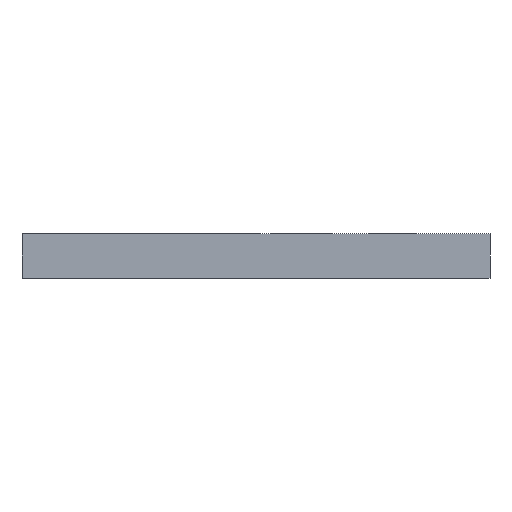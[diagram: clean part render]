
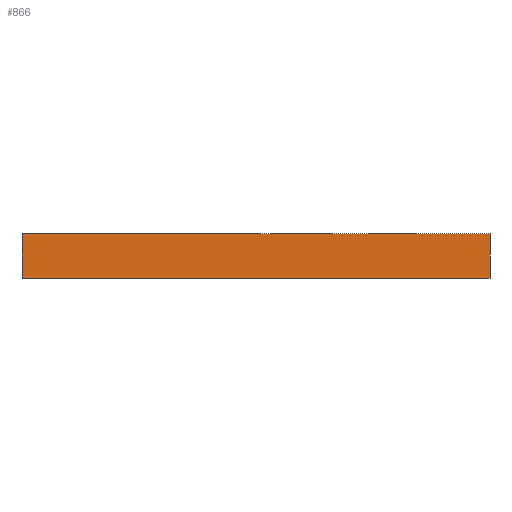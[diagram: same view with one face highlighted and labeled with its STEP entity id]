
A CAD part, front view. The second image highlights one B-rep face of the part: STEP entity #866.
In plain terms, the highlighted planar face has unit normal (0, -1, 0).
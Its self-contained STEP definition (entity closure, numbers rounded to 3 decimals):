
#32 = PLANE('',#33);
#33 = AXIS2_PLACEMENT_3D('',#34,#35,#36);
#34 = CARTESIAN_POINT('',(0.,0.,-1.3));
#35 = DIRECTION('',(0.,0.,-1.));
#36 = DIRECTION('',(-1.,0.,0.));
#57 = VERTEX_POINT('',#58);
#58 = CARTESIAN_POINT('',(24.875,-14.95,-1.3));
#72 = PLANE('',#73);
#73 = AXIS2_PLACEMENT_3D('',#74,#75,#76);
#74 = CARTESIAN_POINT('',(24.875,-12.95,1.4));
#75 = DIRECTION('',(1.,0.,0.));
#76 = DIRECTION('',(0.,1.,0.));
#84 = EDGE_CURVE('',#85,#57,#87,.T.);
#85 = VERTEX_POINT('',#86);
#86 = CARTESIAN_POINT('',(-24.875,-14.95,-1.3));
#87 = SURFACE_CURVE('',#88,(#92,#99),.PCURVE_S1.);
#88 = LINE('',#89,#90);
#89 = CARTESIAN_POINT('',(-24.875,-14.95,-1.3));
#90 = VECTOR('',#91,1.);
#91 = DIRECTION('',(1.,0.,0.));
#92 = PCURVE('',#32,#93);
#93 = DEFINITIONAL_REPRESENTATION('',(#94),#98);
#94 = LINE('',#95,#96);
#95 = CARTESIAN_POINT('',(24.875,-14.95));
#96 = VECTOR('',#97,1.);
#97 = DIRECTION('',(-1.,0.));
#98 = ( GEOMETRIC_REPRESENTATION_CONTEXT(2) 
PARAMETRIC_REPRESENTATION_CONTEXT() REPRESENTATION_CONTEXT('2D SPACE',''
  ) );
#99 = PCURVE('',#100,#105);
#100 = PLANE('',#101);
#101 = AXIS2_PLACEMENT_3D('',#102,#103,#104);
#102 = CARTESIAN_POINT('',(-22.875,-14.95,1.4));
#103 = DIRECTION('',(-0.,-1.,0.));
#104 = DIRECTION('',(1.,0.,0.));
#105 = DEFINITIONAL_REPRESENTATION('',(#106),#110);
#106 = LINE('',#107,#108);
#107 = CARTESIAN_POINT('',(-2.,-2.7));
#108 = VECTOR('',#109,1.);
#109 = DIRECTION('',(1.,0.));
#110 = ( GEOMETRIC_REPRESENTATION_CONTEXT(2) 
PARAMETRIC_REPRESENTATION_CONTEXT() REPRESENTATION_CONTEXT('2D SPACE',''
  ) );
#128 = PLANE('',#129);
#129 = AXIS2_PLACEMENT_3D('',#130,#131,#132);
#130 = CARTESIAN_POINT('',(-24.875,12.95,1.4));
#131 = DIRECTION('',(-1.,0.,0.));
#132 = DIRECTION('',(-0.,-1.,0.));
#322 = PLANE('',#323);
#323 = AXIS2_PLACEMENT_3D('',#324,#325,#326);
#324 = CARTESIAN_POINT('',(22.875,12.95,3.4));
#325 = DIRECTION('',(0.,0.,-1.));
#326 = DIRECTION('',(-1.,0.,0.));
#826 = VERTEX_POINT('',#827);
#827 = CARTESIAN_POINT('',(-24.875,-14.95,3.4));
#848 = EDGE_CURVE('',#85,#826,#849,.T.);
#849 = SURFACE_CURVE('',#850,(#854,#860),.PCURVE_S1.);
#850 = LINE('',#851,#852);
#851 = CARTESIAN_POINT('',(-24.875,-14.95,1.4));
#852 = VECTOR('',#853,1.);
#853 = DIRECTION('',(0.,0.,1.));
#854 = PCURVE('',#128,#855);
#855 = DEFINITIONAL_REPRESENTATION('',(#856),#859);
#856 = B_SPLINE_CURVE_WITH_KNOTS('',1,(#857,#858),.UNSPECIFIED.,.F.,.F.,
  (2,2),(-120000000.,120000000.),.PIECEWISE_BEZIER_KNOTS.);
#857 = CARTESIAN_POINT('',(27.9,-120000000.));
#858 = CARTESIAN_POINT('',(27.9,120000000.));
#859 = ( GEOMETRIC_REPRESENTATION_CONTEXT(2) 
PARAMETRIC_REPRESENTATION_CONTEXT() REPRESENTATION_CONTEXT('2D SPACE',''
  ) );
#860 = PCURVE('',#100,#861);
#861 = DEFINITIONAL_REPRESENTATION('',(#862),#865);
#862 = B_SPLINE_CURVE_WITH_KNOTS('',1,(#863,#864),.UNSPECIFIED.,.F.,.F.,
  (2,2),(-120000000.,120000000.),.PIECEWISE_BEZIER_KNOTS.);
#863 = CARTESIAN_POINT('',(-2.,-120000000.));
#864 = CARTESIAN_POINT('',(-2.,120000000.));
#865 = ( GEOMETRIC_REPRESENTATION_CONTEXT(2) 
PARAMETRIC_REPRESENTATION_CONTEXT() REPRESENTATION_CONTEXT('2D SPACE',''
  ) );
#866 = ADVANCED_FACE('',(#867),#100,.T.);
#867 = FACE_BOUND('',#868,.T.);
#868 = EDGE_LOOP('',(#869,#870,#871,#892));
#869 = ORIENTED_EDGE('',*,*,#848,.F.);
#870 = ORIENTED_EDGE('',*,*,#84,.T.);
#871 = ORIENTED_EDGE('',*,*,#872,.T.);
#872 = EDGE_CURVE('',#57,#873,#875,.T.);
#873 = VERTEX_POINT('',#874);
#874 = CARTESIAN_POINT('',(24.875,-14.95,3.4));
#875 = SURFACE_CURVE('',#876,(#880,#886),.PCURVE_S1.);
#876 = LINE('',#877,#878);
#877 = CARTESIAN_POINT('',(24.875,-14.95,1.4));
#878 = VECTOR('',#879,1.);
#879 = DIRECTION('',(0.,-0.,1.));
#880 = PCURVE('',#100,#881);
#881 = DEFINITIONAL_REPRESENTATION('',(#882),#885);
#882 = B_SPLINE_CURVE_WITH_KNOTS('',1,(#883,#884),.UNSPECIFIED.,.F.,.F.,
  (2,2),(-120000000.,120000000.),.PIECEWISE_BEZIER_KNOTS.);
#883 = CARTESIAN_POINT('',(47.75,-120000000.));
#884 = CARTESIAN_POINT('',(47.75,120000000.));
#885 = ( GEOMETRIC_REPRESENTATION_CONTEXT(2) 
PARAMETRIC_REPRESENTATION_CONTEXT() REPRESENTATION_CONTEXT('2D SPACE',''
  ) );
#886 = PCURVE('',#72,#887);
#887 = DEFINITIONAL_REPRESENTATION('',(#888),#891);
#888 = B_SPLINE_CURVE_WITH_KNOTS('',1,(#889,#890),.UNSPECIFIED.,.F.,.F.,
  (2,2),(-120000000.,120000000.),.PIECEWISE_BEZIER_KNOTS.);
#889 = CARTESIAN_POINT('',(-2.,-120000000.));
#890 = CARTESIAN_POINT('',(-2.,120000000.));
#891 = ( GEOMETRIC_REPRESENTATION_CONTEXT(2) 
PARAMETRIC_REPRESENTATION_CONTEXT() REPRESENTATION_CONTEXT('2D SPACE',''
  ) );
#892 = ORIENTED_EDGE('',*,*,#893,.F.);
#893 = EDGE_CURVE('',#826,#873,#894,.T.);
#894 = SURFACE_CURVE('',#895,(#899,#905),.PCURVE_S1.);
#895 = LINE('',#896,#897);
#896 = CARTESIAN_POINT('',(0.,-14.95,3.4));
#897 = VECTOR('',#898,1.);
#898 = DIRECTION('',(1.,0.,0.));
#899 = PCURVE('',#100,#900);
#900 = DEFINITIONAL_REPRESENTATION('',(#901),#904);
#901 = B_SPLINE_CURVE_WITH_KNOTS('',1,(#902,#903),.UNSPECIFIED.,.F.,.F.,
  (2,2),(-119999977.125,119999977.125),
  .PIECEWISE_BEZIER_KNOTS.);
#902 = CARTESIAN_POINT('',(-119999954.25,2.));
#903 = CARTESIAN_POINT('',(120000000.,2.));
#904 = ( GEOMETRIC_REPRESENTATION_CONTEXT(2) 
PARAMETRIC_REPRESENTATION_CONTEXT() REPRESENTATION_CONTEXT('2D SPACE',''
  ) );
#905 = PCURVE('',#322,#906);
#906 = DEFINITIONAL_REPRESENTATION('',(#907),#910);
#907 = B_SPLINE_CURVE_WITH_KNOTS('',1,(#908,#909),.UNSPECIFIED.,.F.,.F.,
  (2,2),(-119999977.125,119999977.125),
  .PIECEWISE_BEZIER_KNOTS.);
#908 = CARTESIAN_POINT('',(120000000.,-27.9));
#909 = CARTESIAN_POINT('',(-119999954.25,-27.9));
#910 = ( GEOMETRIC_REPRESENTATION_CONTEXT(2) 
PARAMETRIC_REPRESENTATION_CONTEXT() REPRESENTATION_CONTEXT('2D SPACE',''
  ) );
